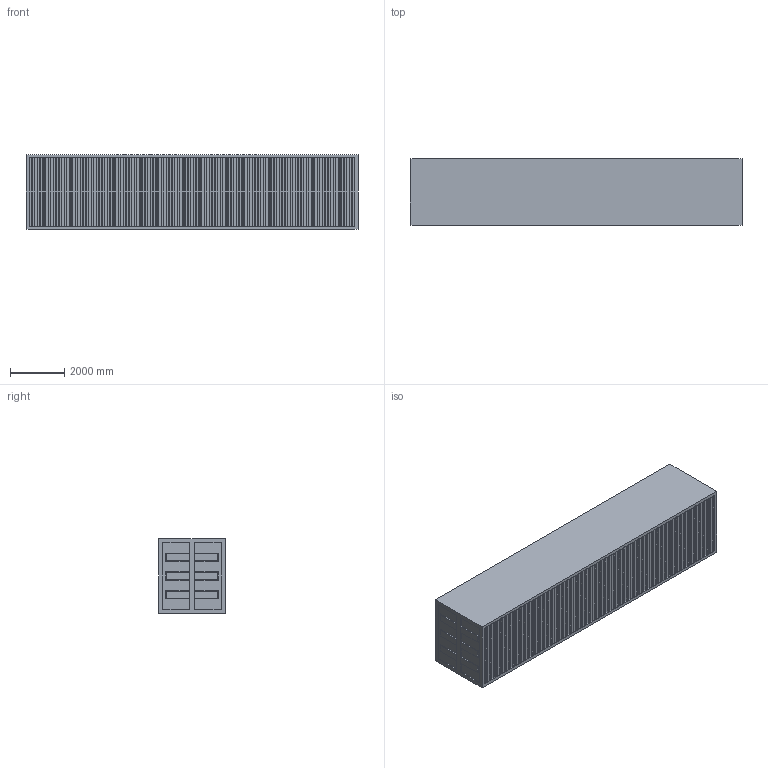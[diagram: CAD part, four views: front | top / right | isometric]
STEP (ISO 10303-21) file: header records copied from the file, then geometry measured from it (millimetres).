
FILE_DESCRIPTION (( 'STEP AP214' ), '1' );
FILE_NAME ('ContainerISO_40ft_8ft_9ft_MediumDetailed.STEP', '2024-03-19T14:47:37', ( '' ), ( '' ), 'SwSTEP 2.0', 'SolidWorks 2022', '' );
FILE_SCHEMA (( 'AUTOMOTIVE_DESIGN' ));
Length unit declared in the file: metre
Products named in the file (1): ContainerISO_40ft_8ft_9ft_MediumDetailed
Bounding box: 12192 x 2438.4 x 2743.2 mm (x, y, z)
Surface area: 158659670.1 mm2 (no closed solid volume)
Topology: 0 solids, 1 shells, 809 faces, 2400 edges, 1600 vertices
Faces by surface type: plane 809
Entity records: 26517 total; most frequent: CARTESIAN_POINT 4810, ORIENTED_EDGE 4800, DIRECTION 4020, LINE 2400, EDGE_CURVE 2400, VECTOR 2400, VERTEX_POINT 1600, EDGE_LOOP 816
